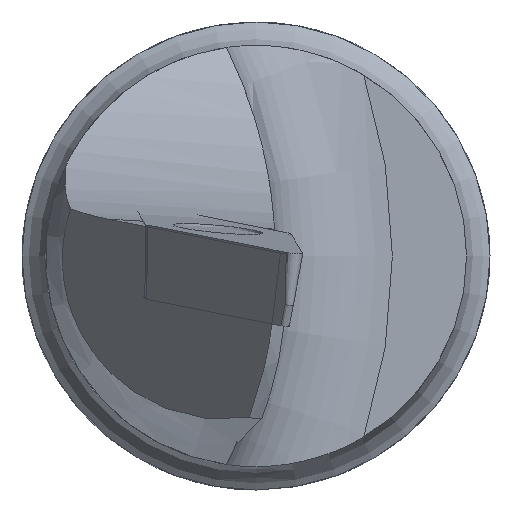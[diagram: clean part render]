
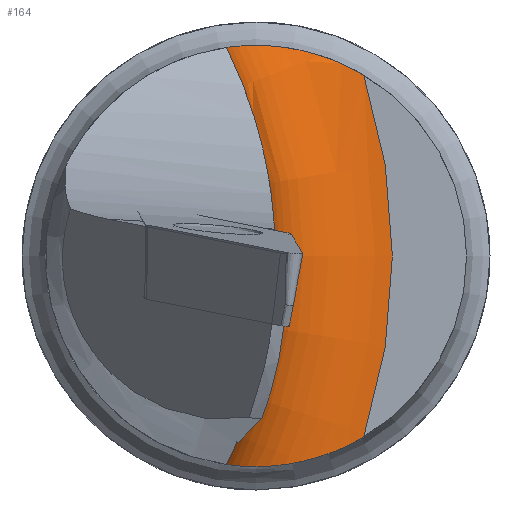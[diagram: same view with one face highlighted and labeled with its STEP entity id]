
A CAD part, left-side view. The second image highlights one B-rep face of the part: STEP entity #164.
In plain terms, the highlighted toroidal (fillet/blend) face has major radius 25.085 mm and minor radius 5.008 mm.
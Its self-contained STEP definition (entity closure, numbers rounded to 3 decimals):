
#77=TOROIDAL_SURFACE('',#735,25.085,5.008);
#138=CIRCLE('',#732,25.085);
#164=ADVANCED_FACE('',(#201),#77,.F.);
#201=FACE_OUTER_BOUND('',#239,.T.);
#239=EDGE_LOOP('',(#421,#422,#423,#424));
#267=B_SPLINE_CURVE_WITH_KNOTS('',3,(#948,#949,#950,#951,#952,#953,#954,
#955,#956,#957,#958,#959,#960,#961,#962,#963,#964,#965),.UNSPECIFIED.,.F.,
 .F.,(4,2,2,2,2,2,2,2,4),(0.,0.125,0.25,0.375,0.5,0.625,0.75,0.875,1.),
 .UNSPECIFIED.);
#268=B_SPLINE_CURVE_WITH_KNOTS('',3,(#970,#971,#972,#973,#974,#975,#976,
#977,#978,#979,#980,#981,#982,#983,#984,#985,#986,#987,#988,#989,#990,#991,
#992,#993),.UNSPECIFIED.,.F.,.F.,(4,2,2,2,2,2,2,2,2,2,2,4),(0.,0.125,0.25,
0.313,0.375,0.5,0.563,0.625,0.688,0.75,0.875,1.),.UNSPECIFIED.);
#279=B_SPLINE_CURVE_WITH_KNOTS('',3,(#1188,#1189,#1190,#1191,#1192,#1193,
#1194,#1195,#1196,#1197),.UNSPECIFIED.,.F.,.F.,(4,2,2,2,4),(0.,0.25,0.5,
0.75,1.),.UNSPECIFIED.);
#421=ORIENTED_EDGE('',*,*,#614,.T.);
#422=ORIENTED_EDGE('',*,*,#647,.T.);
#423=ORIENTED_EDGE('',*,*,#616,.T.);
#424=ORIENTED_EDGE('',*,*,#644,.F.);
#543=VERTEX_POINT('',#966);
#544=VERTEX_POINT('',#967);
#545=VERTEX_POINT('',#969);
#546=VERTEX_POINT('',#994);
#614=EDGE_CURVE('',#543,#544,#267,.T.);
#616=EDGE_CURVE('',#546,#545,#268,.T.);
#644=EDGE_CURVE('',#543,#545,#138,.T.);
#647=EDGE_CURVE('',#544,#546,#279,.T.);
#732=AXIS2_PLACEMENT_3D('',#1150,#825,#826);
#735=AXIS2_PLACEMENT_3D('',#1199,#831,#832);
#825=DIRECTION('',(1.,0.,0.));
#826=DIRECTION('',(0.,0.,-1.));
#831=DIRECTION('',(1.,0.,0.));
#832=DIRECTION('',(0.,0.,-1.));
#948=CARTESIAN_POINT('',(-155.006,-4.607,7.731));
#949=CARTESIAN_POINT('',(-155.006,-4.289,7.921));
#950=CARTESIAN_POINT('',(-155.024,-3.962,8.089));
#951=CARTESIAN_POINT('',(-155.105,-3.296,8.383));
#952=CARTESIAN_POINT('',(-155.169,-2.954,8.509));
#953=CARTESIAN_POINT('',(-155.357,-2.268,8.717));
#954=CARTESIAN_POINT('',(-155.478,-1.931,8.797));
#955=CARTESIAN_POINT('',(-155.786,-1.274,8.916));
#956=CARTESIAN_POINT('',(-155.976,-0.953,8.954));
#957=CARTESIAN_POINT('',(-156.415,-0.366,8.997));
#958=CARTESIAN_POINT('',(-156.664,-0.098,9.003));
#959=CARTESIAN_POINT('',(-157.231,0.383,8.995));
#960=CARTESIAN_POINT('',(-157.538,0.588,8.982));
#961=CARTESIAN_POINT('',(-158.193,0.92,8.954));
#962=CARTESIAN_POINT('',(-158.545,1.049,8.939));
#963=CARTESIAN_POINT('',(-159.259,1.219,8.917));
#964=CARTESIAN_POINT('',(-159.624,1.263,8.911));
#965=CARTESIAN_POINT('',(-159.996,1.265,8.911));
#966=CARTESIAN_POINT('',(-155.006,-4.607,7.731));
#967=CARTESIAN_POINT('',(-159.996,1.265,8.911));
#969=CARTESIAN_POINT('',(-155.006,-4.607,-7.731));
#970=CARTESIAN_POINT('',(-159.996,1.265,-8.911));
#971=CARTESIAN_POINT('',(-159.625,1.263,-8.911));
#972=CARTESIAN_POINT('',(-159.261,1.22,-8.917));
#973=CARTESIAN_POINT('',(-158.547,1.049,-8.939));
#974=CARTESIAN_POINT('',(-158.195,0.921,-8.954));
#975=CARTESIAN_POINT('',(-157.705,0.672,-8.975));
#976=CARTESIAN_POINT('',(-157.547,0.58,-8.982));
#977=CARTESIAN_POINT('',(-157.241,0.377,-8.993));
#978=CARTESIAN_POINT('',(-157.092,0.266,-8.997));
#979=CARTESIAN_POINT('',(-156.669,-0.093,-9.003));
#980=CARTESIAN_POINT('',(-156.419,-0.361,-8.998));
#981=CARTESIAN_POINT('',(-156.089,-0.802,-8.965));
#982=CARTESIAN_POINT('',(-155.985,-0.957,-8.95));
#983=CARTESIAN_POINT('',(-155.797,-1.272,-8.911));
#984=CARTESIAN_POINT('',(-155.712,-1.433,-8.887));
#985=CARTESIAN_POINT('',(-155.558,-1.76,-8.828));
#986=CARTESIAN_POINT('',(-155.488,-1.927,-8.793));
#987=CARTESIAN_POINT('',(-155.365,-2.265,-8.712));
#988=CARTESIAN_POINT('',(-155.311,-2.437,-8.666));
#989=CARTESIAN_POINT('',(-155.171,-2.949,-8.511));
#990=CARTESIAN_POINT('',(-155.107,-3.288,-8.386));
#991=CARTESIAN_POINT('',(-155.024,-3.958,-8.091));
#992=CARTESIAN_POINT('',(-155.006,-4.289,-7.921));
#993=CARTESIAN_POINT('',(-155.006,-4.607,-7.731));
#994=CARTESIAN_POINT('',(-159.996,1.265,-8.911));
#1150=CARTESIAN_POINT('',(-155.006,19.257,0.));
#1188=CARTESIAN_POINT('',(-159.996,1.265,8.911));
#1189=CARTESIAN_POINT('',(-159.996,0.582,7.532));
#1190=CARTESIAN_POINT('',(-159.996,0.058,6.074));
#1191=CARTESIAN_POINT('',(-159.996,-0.643,3.077));
#1192=CARTESIAN_POINT('',(-159.996,-0.821,1.539));
#1193=CARTESIAN_POINT('',(-159.996,-0.821,-1.539));
#1194=CARTESIAN_POINT('',(-159.996,-0.643,-3.077));
#1195=CARTESIAN_POINT('',(-159.996,0.058,-6.074));
#1196=CARTESIAN_POINT('',(-159.996,0.582,-7.532));
#1197=CARTESIAN_POINT('',(-159.996,1.265,-8.911));
#1199=CARTESIAN_POINT('',(-160.014,19.257,0.));
